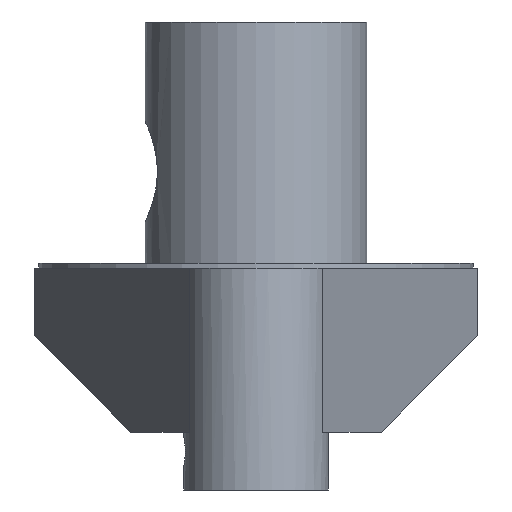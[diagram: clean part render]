
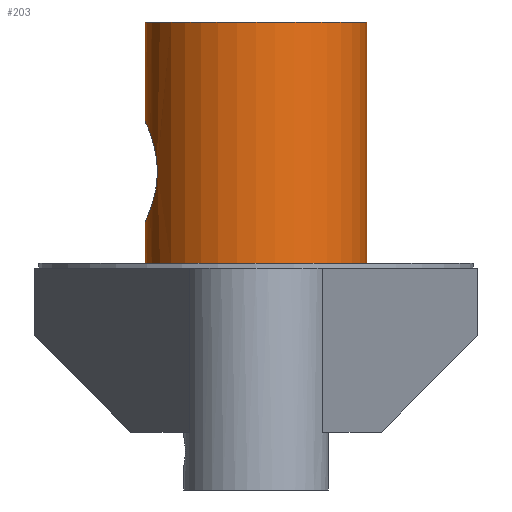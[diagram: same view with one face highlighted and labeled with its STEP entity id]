
A CAD part, left-side view. The second image highlights one B-rep face of the part: STEP entity #203.
In plain terms, the highlighted cylindrical face has radius 23 mm (diameter 46 mm), a full revolution.
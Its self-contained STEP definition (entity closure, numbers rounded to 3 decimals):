
#172=EDGE_CURVE('240[2]',#415,#416,#417,.T.);
#203=ADVANCED_FACE('240[2]',(#462,#463,#464),#465,.T.);
#208=EDGE_CURVE('240[2]',#472,#472,#473,.T.);
#269=EDGE_CURVE('240[2]',#416,#415,#547,.T.);
#283=EDGE_CURVE('240[2]',#566,#566,#567,.T.);
#415=VERTEX_POINT('',#789);
#416=VERTEX_POINT('',#790);
#417=B_SPLINE_CURVE_WITH_KNOTS('',3,(#791,#792,#793,#794,#795,#796,#797,#798,#799,#800,#801,#802,#803,#804,#805,#806,#807,#808,#809,#810,#811,#812,#813,#814,#815,#816,#817,#818,#819,#820,#821,#822,#823,#824,#825),.UNSPECIFIED.,.F.,.F.,(4,2,2,2,2,2,2,2,3,2,2,2,2,2,2,2,4),(48.252,50.26,52.269,54.278,56.287,58.299,60.311,62.323,64.336,66.348,68.36,70.373,72.385,74.394,76.402,78.411,80.42),.UNSPECIFIED.);
#462=FACE_BOUND('',#952,.T.);
#463=FACE_BOUND('',#953,.T.);
#464=FACE_BOUND('',#954,.T.);
#465=CYLINDRICAL_SURFACE('',#955,23.0);
#472=VERTEX_POINT('',#964);
#473=CIRCLE('',#965,23.0);
#547=B_SPLINE_CURVE_WITH_KNOTS('',3,(#1209,#1210,#1211,#1212,#1213,#1214,#1215,#1216,#1217,#1218,#1219,#1220,#1221,#1222,#1223,#1224,#1225,#1226,#1227,#1228,#1229,#1230,#1231,#1232,#1233,#1234,#1235,#1236,#1237,#1238,#1239,#1240,#1241,#1242),.UNSPECIFIED.,.F.,.F.,(4,2,2,2,2,2,2,2,2,2,2,2,2,2,2,2,4),(16.084,18.093,20.101,22.11,24.119,26.131,28.143,30.156,32.168,34.18,36.193,38.205,40.217,42.226,44.234,46.243,48.252),.UNSPECIFIED.);
#566=VERTEX_POINT('',#1268);
#567=CIRCLE('',#1269,23.0);
#789=CARTESIAN_POINT('',(0.,23.0,8.5));
#790=CARTESIAN_POINT('',(0.,23.0,29.5));
#791=CARTESIAN_POINT('',(0.,23.0,8.5));
#792=CARTESIAN_POINT('',(0.67,23.0,8.5));
#793=CARTESIAN_POINT('',(1.359,22.97,8.565));
#794=CARTESIAN_POINT('',(2.724,22.848,8.836));
#795=CARTESIAN_POINT('',(3.4,22.757,9.041));
#796=CARTESIAN_POINT('',(4.691,22.526,9.58));
#797=CARTESIAN_POINT('',(5.307,22.387,9.914));
#798=CARTESIAN_POINT('',(6.444,22.087,10.682));
#799=CARTESIAN_POINT('',(6.964,21.926,11.115));
#800=CARTESIAN_POINT('',(7.886,21.611,12.036));
#801=CARTESIAN_POINT('',(8.319,21.447,12.557));
#802=CARTESIAN_POINT('',(9.087,21.133,13.694));
#803=CARTESIAN_POINT('',(9.42,20.985,14.31));
#804=CARTESIAN_POINT('',(9.959,20.734,15.599));
#805=CARTESIAN_POINT('',(10.164,20.633,16.274));
#806=CARTESIAN_POINT('',(10.435,20.497,17.639));
#807=CARTESIAN_POINT('',(10.5,20.463,18.329));
#808=CARTESIAN_POINT('',(10.5,20.463,19.0));
#809=CARTESIAN_POINT('',(10.5,20.463,19.671));
#810=CARTESIAN_POINT('',(10.435,20.497,20.361));
#811=CARTESIAN_POINT('',(10.164,20.633,21.726));
#812=CARTESIAN_POINT('',(9.959,20.734,22.401));
#813=CARTESIAN_POINT('',(9.42,20.985,23.69));
#814=CARTESIAN_POINT('',(9.087,21.133,24.306));
#815=CARTESIAN_POINT('',(8.319,21.447,25.443));
#816=CARTESIAN_POINT('',(7.886,21.611,25.964));
#817=CARTESIAN_POINT('',(6.964,21.926,26.885));
#818=CARTESIAN_POINT('',(6.444,22.087,27.318));
#819=CARTESIAN_POINT('',(5.307,22.387,28.086));
#820=CARTESIAN_POINT('',(4.691,22.526,28.42));
#821=CARTESIAN_POINT('',(3.4,22.757,28.959));
#822=CARTESIAN_POINT('',(2.724,22.848,29.164));
#823=CARTESIAN_POINT('',(1.359,22.97,29.435));
#824=CARTESIAN_POINT('',(0.67,23.0,29.5));
#825=CARTESIAN_POINT('',(0.,23.0,29.5));
#952=EDGE_LOOP('',(#1448,#1449));
#953=EDGE_LOOP('',(#1450));
#954=EDGE_LOOP('',(#1451));
#955=AXIS2_PLACEMENT_3D('',#1452,#1453,#1454);
#964=CARTESIAN_POINT('',(23.0,0.0,0.0));
#965=AXIS2_PLACEMENT_3D('',#1461,#1462,#1463);
#1209=CARTESIAN_POINT('',(0.,23.0,29.5));
#1210=CARTESIAN_POINT('',(-0.67,23.0,29.5));
#1211=CARTESIAN_POINT('',(-1.359,22.97,29.435));
#1212=CARTESIAN_POINT('',(-2.724,22.848,29.164));
#1213=CARTESIAN_POINT('',(-3.4,22.757,28.959));
#1214=CARTESIAN_POINT('',(-4.691,22.526,28.42));
#1215=CARTESIAN_POINT('',(-5.307,22.387,28.086));
#1216=CARTESIAN_POINT('',(-6.444,22.087,27.318));
#1217=CARTESIAN_POINT('',(-6.964,21.926,26.885));
#1218=CARTESIAN_POINT('',(-7.886,21.611,25.964));
#1219=CARTESIAN_POINT('',(-8.319,21.447,25.443));
#1220=CARTESIAN_POINT('',(-9.087,21.133,24.306));
#1221=CARTESIAN_POINT('',(-9.42,20.985,23.69));
#1222=CARTESIAN_POINT('',(-9.959,20.734,22.401));
#1223=CARTESIAN_POINT('',(-10.164,20.633,21.726));
#1224=CARTESIAN_POINT('',(-10.435,20.497,20.361));
#1225=CARTESIAN_POINT('',(-10.5,20.463,19.671));
#1226=CARTESIAN_POINT('',(-10.5,20.463,18.329));
#1227=CARTESIAN_POINT('',(-10.435,20.497,17.639));
#1228=CARTESIAN_POINT('',(-10.164,20.633,16.274));
#1229=CARTESIAN_POINT('',(-9.959,20.734,15.599));
#1230=CARTESIAN_POINT('',(-9.42,20.985,14.31));
#1231=CARTESIAN_POINT('',(-9.087,21.133,13.694));
#1232=CARTESIAN_POINT('',(-8.319,21.447,12.557));
#1233=CARTESIAN_POINT('',(-7.886,21.611,12.036));
#1234=CARTESIAN_POINT('',(-6.964,21.926,11.115));
#1235=CARTESIAN_POINT('',(-6.444,22.087,10.682));
#1236=CARTESIAN_POINT('',(-5.307,22.387,9.914));
#1237=CARTESIAN_POINT('',(-4.691,22.526,9.58));
#1238=CARTESIAN_POINT('',(-3.4,22.757,9.041));
#1239=CARTESIAN_POINT('',(-2.724,22.848,8.836));
#1240=CARTESIAN_POINT('',(-1.359,22.97,8.565));
#1241=CARTESIAN_POINT('',(-0.67,23.0,8.5));
#1242=CARTESIAN_POINT('',(0.,23.0,8.5));
#1268=CARTESIAN_POINT('',(23.0,0.0,50.0));
#1269=AXIS2_PLACEMENT_3D('',#1559,#1560,#1561);
#1448=ORIENTED_EDGE('',*,*,#269,.T.);
#1449=ORIENTED_EDGE('',*,*,#172,.T.);
#1450=ORIENTED_EDGE('',*,*,#283,.T.);
#1451=ORIENTED_EDGE('',*,*,#208,.F.);
#1452=CARTESIAN_POINT('',(0.0,0.0,0.0));
#1453=DIRECTION('',(-0.0,0.0,1.0));
#1454=DIRECTION('',(1.0,0.0,0.0));
#1461=CARTESIAN_POINT('',(0.0,0.0,0.0));
#1462=DIRECTION('',(0.,0.,-1.0));
#1463=DIRECTION('',(1.0,0.,0.));
#1559=CARTESIAN_POINT('',(0.0,0.0,50.0));
#1560=DIRECTION('',(0.0,0.0,-1.0));
#1561=DIRECTION('',(1.0,0.0,0.0));
